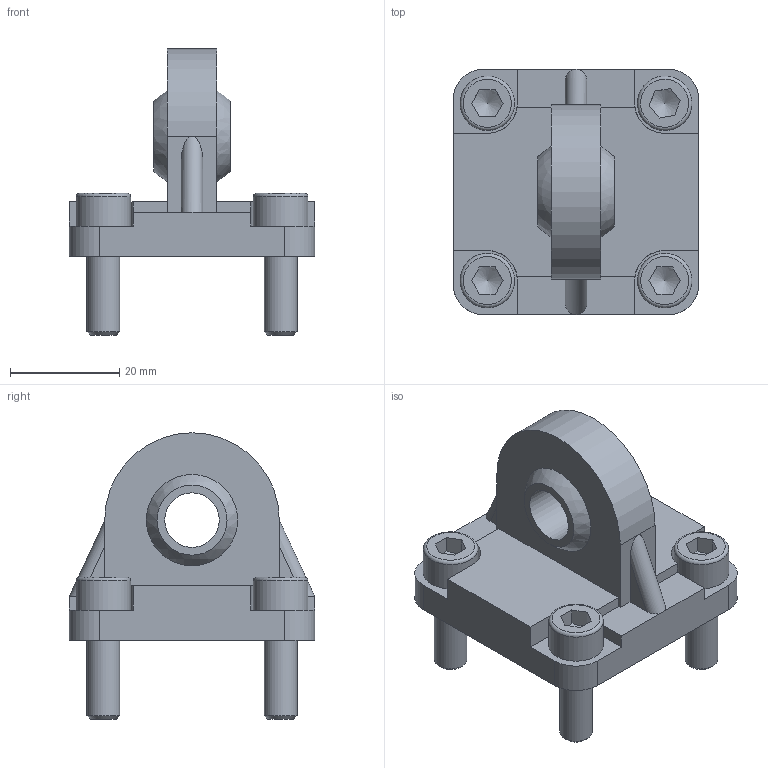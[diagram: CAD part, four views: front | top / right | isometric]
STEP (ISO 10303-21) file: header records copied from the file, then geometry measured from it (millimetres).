
FILE_DESCRIPTION(/* description */ (''),/* implementation_level */ '2;1');
FILE_NAME(/* name */ 'CAD_9292.stp',/* time_stamp */ '2016-06-09T18:10:56+02:00',/* author */ ('Hypex'),/* organization */ ('Hypex'),/* preprocessor_version */ 'ST-DEVELOPER v16.1',/* originating_system */ 'Autodesk Inventor 2016',/* authorisation */ '');
FILE_SCHEMA (('AUTOMOTIVE_DESIGN { 1 0 10303 214 3 1 1 }'));
Length unit declared in the file: millimetre
Products named in the file (1): CAD_9292
Bounding box: 45 x 45 x 52.5 mm (x, y, z)
Volume: 23857.3 mm3; surface area: 11453.4 mm2
Topology: 1 solids, 1 shells, 119 faces, 288 edges, 188 vertices
Faces by surface type: plane 76, cylinder 25, torus 8, cone 8, sphere 2
Full cylindrical faces by diameter (mm): 6 x4, 6.6 x4, 10 x5, 30 x1
Entity records: 3375 total; most frequent: CARTESIAN_POINT 598, DIRECTION 540, ORIENTED_EDGE 500, EDGE_CURVE 250, AXIS2_PLACEMENT_3D 194, VERTEX_POINT 180, EDGE_LOOP 168, LINE 152
